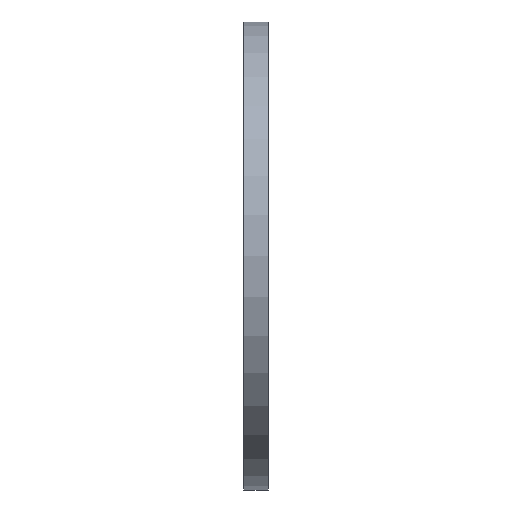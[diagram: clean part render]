
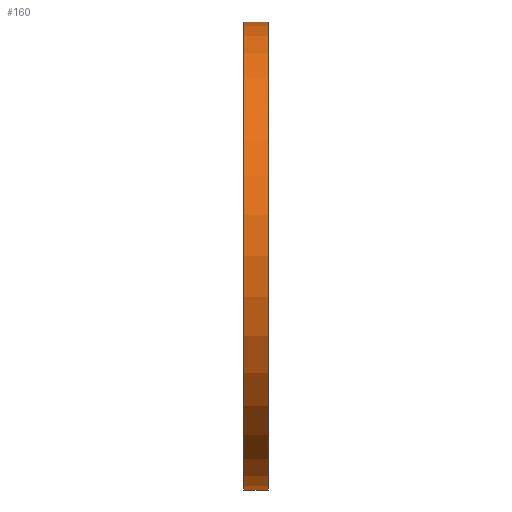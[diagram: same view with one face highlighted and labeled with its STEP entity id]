
A CAD part, left-side view. The second image highlights one B-rep face of the part: STEP entity #160.
In plain terms, the highlighted cylindrical face has radius 245 mm (diameter 490 mm), a partial arc.
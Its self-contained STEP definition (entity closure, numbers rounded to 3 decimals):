
#18 = CYLINDRICAL_SURFACE ( 'NONE', #622, 245. ) ;
#20 = EDGE_CURVE ( 'NONE', #1004, #241, #856, .T. ) ;
#24 = VECTOR ( 'NONE', #729, 1000. ) ;
#65 = EDGE_CURVE ( 'NONE', #284, #959, #333, .T. ) ;
#72 = EDGE_LOOP ( 'NONE', ( #378, #1161, #819, #589 ) ) ;
#73 = LINE ( 'NONE', #435, #511 ) ;
#160 = ADVANCED_FACE ( 'NONE', ( #1028 ), #18, .T. ) ;
#179 = DIRECTION ( 'NONE',  ( 0., 0., 1. ) ) ;
#187 = DIRECTION ( 'NONE',  ( 0., 1., 0. ) ) ;
#241 = VERTEX_POINT ( 'NONE', #587 ) ;
#267 = DIRECTION ( 'NONE',  ( 0., 1., 0. ) ) ;
#284 = VERTEX_POINT ( 'NONE', #593 ) ;
#333 = CIRCLE ( 'NONE', #487, 245. ) ;
#344 = DIRECTION ( 'NONE',  ( 0., 1., 0. ) ) ;
#378 = ORIENTED_EDGE ( 'NONE', *, *, #482, .F. ) ;
#435 = CARTESIAN_POINT ( 'NONE',  ( 0., 34.695, 245. ) ) ;
#482 = EDGE_CURVE ( 'NONE', #1004, #284, #1183, .T. ) ;
#487 = AXIS2_PLACEMENT_3D ( 'NONE', #920, #267, #844 ) ;
#511 = VECTOR ( 'NONE', #344, 1000. ) ;
#559 = CARTESIAN_POINT ( 'NONE',  ( 0., 34.695, -245. ) ) ;
#587 = CARTESIAN_POINT ( 'NONE',  ( 0., 0., 245. ) ) ;
#589 = ORIENTED_EDGE ( 'NONE', *, *, #65, .F. ) ;
#593 = CARTESIAN_POINT ( 'NONE',  ( 0., 26., -245. ) ) ;
#622 = AXIS2_PLACEMENT_3D ( 'NONE', #750, #730, #724 ) ;
#694 = AXIS2_PLACEMENT_3D ( 'NONE', #825, #187, #179 ) ;
#711 = CARTESIAN_POINT ( 'NONE',  ( 0., 26., 245. ) ) ;
#724 = DIRECTION ( 'NONE',  ( 0., 0., 1. ) ) ;
#729 = DIRECTION ( 'NONE',  ( 0., 1., 0. ) ) ;
#730 = DIRECTION ( 'NONE',  ( 0., 1., 0. ) ) ;
#750 = CARTESIAN_POINT ( 'NONE',  ( 0., 34.695, 0. ) ) ;
#819 = ORIENTED_EDGE ( 'NONE', *, *, #950, .T. ) ;
#825 = CARTESIAN_POINT ( 'NONE',  ( 0., 0., 0. ) ) ;
#844 = DIRECTION ( 'NONE',  ( 0., 0., 1. ) ) ;
#856 = CIRCLE ( 'NONE', #694, 245. ) ;
#920 = CARTESIAN_POINT ( 'NONE',  ( 0., 26., 0. ) ) ;
#950 = EDGE_CURVE ( 'NONE', #241, #959, #73, .T. ) ;
#959 = VERTEX_POINT ( 'NONE', #711 ) ;
#976 = CARTESIAN_POINT ( 'NONE',  ( 0., 0., -245. ) ) ;
#1004 = VERTEX_POINT ( 'NONE', #976 ) ;
#1028 = FACE_OUTER_BOUND ( 'NONE', #72, .T. ) ;
#1161 = ORIENTED_EDGE ( 'NONE', *, *, #20, .T. ) ;
#1183 = LINE ( 'NONE', #559, #24 ) ;
